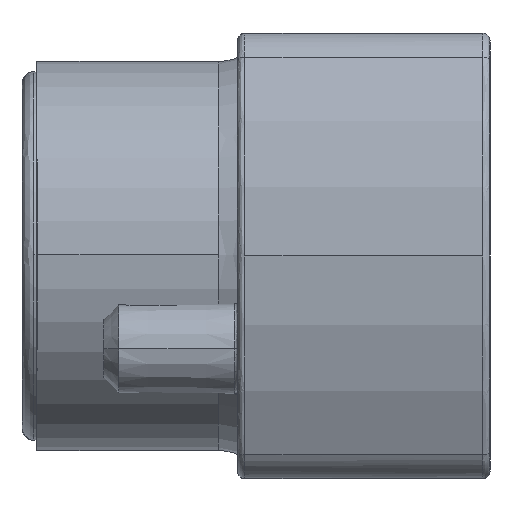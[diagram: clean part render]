
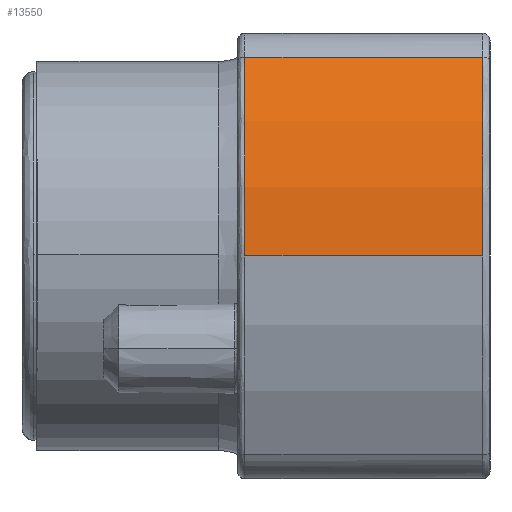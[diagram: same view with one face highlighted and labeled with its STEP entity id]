
A CAD part, left-side view. The second image highlights one B-rep face of the part: STEP entity #13550.
In plain terms, the highlighted cylindrical face has radius 7.367 mm (diameter 14.733 mm), a partial arc.
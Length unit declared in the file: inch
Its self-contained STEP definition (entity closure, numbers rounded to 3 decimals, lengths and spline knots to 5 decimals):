
#1072 = DIRECTION ( 'NONE',  ( 0., -1., 0. ) ) ;
#1076 = CARTESIAN_POINT ( 'NONE',  ( 1.03273, 0.133, 0.28384 ) ) ;
#1077 = DIRECTION ( 'NONE',  ( 0., -1., 0. ) ) ;
#1083 = CARTESIAN_POINT ( 'NONE',  ( 1., 0.133, 0.15 ) ) ;
#1084 = CARTESIAN_POINT ( 'NONE',  ( 1.29002, 0.005, 0.15 ) ) ;
#1085 = DIRECTION ( 'NONE',  ( 0., 1., 0. ) ) ;
#1086 = DIRECTION ( 'NONE',  ( -1., 0., 0. ) ) ;
#1088 = CARTESIAN_POINT ( 'NONE',  ( 1.29002, 0.165, 0.15 ) ) ;
#1089 = DIRECTION ( 'NONE',  ( 0., -1., 0. ) ) ;
#1090 = DIRECTION ( 'NONE',  ( -1., 0., 0. ) ) ;
#4428 = VERTEX_POINT ( 'NONE', #8729 ) ;
#4434 = VERTEX_POINT ( 'NONE', #8734 ) ;
#4440 = VERTEX_POINT ( 'NONE', #8740 ) ;
#4442 = VERTEX_POINT ( 'NONE', #8742 ) ;
#5100 = FACE_OUTER_BOUND ( 'NONE', #16689, .T. ) ;
#5102 = CYLINDRICAL_SURFACE ( 'NONE', #24065, 0.29002 ) ;
#7051 = ORIENTED_EDGE ( 'NONE', *, *, #15585, .T. ) ;
#7055 = ORIENTED_EDGE ( 'NONE', *, *, #15583, .F. ) ;
#8729 = CARTESIAN_POINT ( 'NONE',  ( 1., 0.165, 0.15 ) ) ;
#8734 = CARTESIAN_POINT ( 'NONE',  ( 1.03273, 0.165, 0.28384 ) ) ;
#8740 = CARTESIAN_POINT ( 'NONE',  ( 1., 0.005, 0.15 ) ) ;
#8742 = CARTESIAN_POINT ( 'NONE',  ( 1.03273, 0.005, 0.28384 ) ) ;
#8951 = LINE ( 'NONE', #1083, #8958 ) ;
#8953 = LINE ( 'NONE', #1076, #8955 ) ;
#8954 = CIRCLE ( 'NONE', #23720, 0.29002 ) ;
#8955 = VECTOR ( 'NONE', #1072, 39.37008 ) ;
#8957 = CIRCLE ( 'NONE', #23715, 0.29002 ) ;
#8958 = VECTOR ( 'NONE', #1077, 39.37008 ) ;
#10171 = ORIENTED_EDGE ( 'NONE', *, *, #15584, .T. ) ;
#10175 = ORIENTED_EDGE ( 'NONE', *, *, #15586, .T. ) ;
#13550 = ADVANCED_FACE ( 'NONE', ( #5100 ), #5102, .T. ) ;
#15583 = EDGE_CURVE ( 'NONE', #4434, #4442, #8953, .T. ) ;
#15584 = EDGE_CURVE ( 'NONE', #4440, #4442, #8954, .T. ) ;
#15585 = EDGE_CURVE ( 'NONE', #4428, #4440, #8951, .T. ) ;
#15586 = EDGE_CURVE ( 'NONE', #4434, #4428, #8957, .T. ) ;
#16689 = EDGE_LOOP ( 'NONE', ( #10175, #7051, #10171, #7055 ) ) ;
#22312 = DIRECTION ( 'NONE',  ( -1., 0., 0. ) ) ;
#22335 = CARTESIAN_POINT ( 'NONE',  ( 1.29002, 0.133, 0.15 ) ) ;
#22336 = DIRECTION ( 'NONE',  ( 0., -1., 0. ) ) ;
#23715 = AXIS2_PLACEMENT_3D ( 'NONE', #1088, #1089, #1090 ) ;
#23720 = AXIS2_PLACEMENT_3D ( 'NONE', #1084, #1085, #1086 ) ;
#24065 = AXIS2_PLACEMENT_3D ( 'NONE', #22335, #22336, #22312 ) ;
